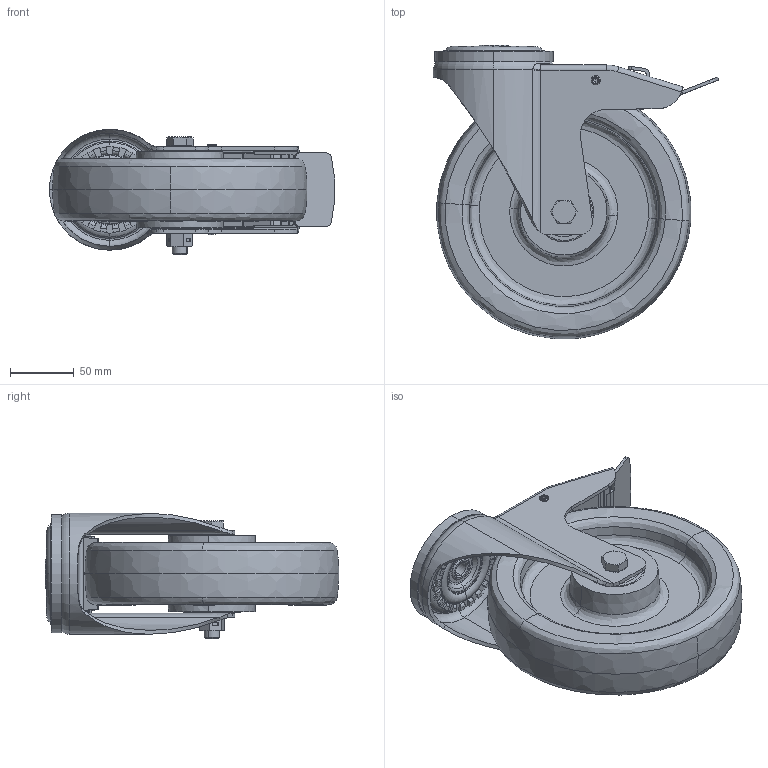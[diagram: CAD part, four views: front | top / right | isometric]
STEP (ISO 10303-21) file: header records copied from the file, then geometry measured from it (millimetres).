
FILE_DESCRIPTION (( 'STEP AP214' ), '1' );
FILE_NAME ('0056241.step', '2023-08-02T08:29:18', ( '' ), ( '' ), 'SwSTEP 2.0', 'SolidWorks 2020', '' );
FILE_SCHEMA (( 'AUTOMOTIVE_DESIGN' ));
Length unit declared in the file: millimetre
Products named in the file (1): 0056241
Bounding box: 224.14 x 230.74 x 98.5 mm (x, y, z)
Surface area: 264131.6 mm2 (no closed solid volume)
Topology: 0 solids, 26 shells, 726 faces, 2000 edges, 1308 vertices
Faces by surface type: plane 245, cylinder 199, torus 135, cone 85, bspline 48, sphere 14
Entity records: 36601 total; most frequent: CARTESIAN_POINT 10037, DIRECTION 4121, ORIENTED_EDGE 3484, EDGE_CURVE 2000, AXIS2_PLACEMENT_3D 1680, VERTEX_POINT 1308, CIRCLE 1001, EDGE_LOOP 788
